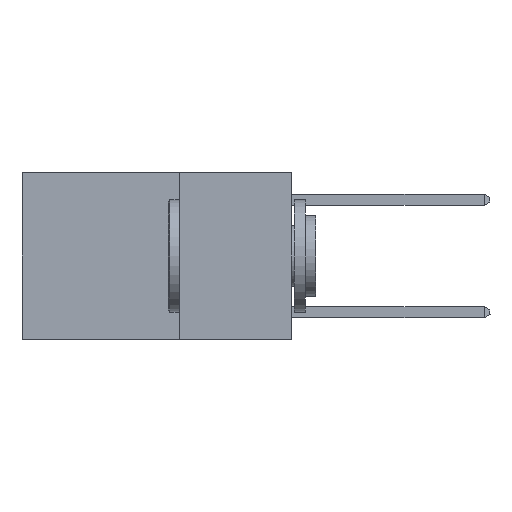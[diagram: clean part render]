
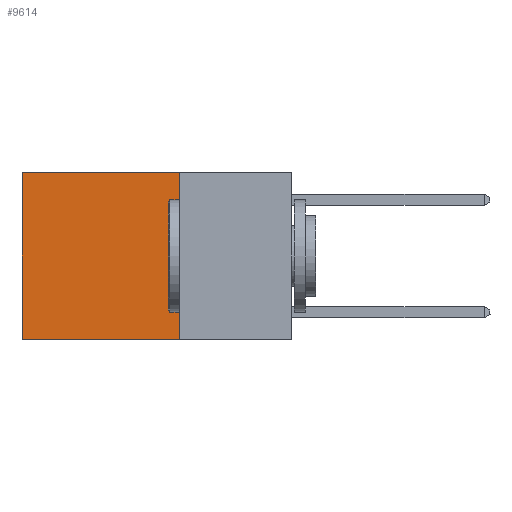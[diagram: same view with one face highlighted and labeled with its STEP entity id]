
A CAD part, left-side view. The second image highlights one B-rep face of the part: STEP entity #9614.
In plain terms, the highlighted planar face has unit normal (-1, 0, 0).
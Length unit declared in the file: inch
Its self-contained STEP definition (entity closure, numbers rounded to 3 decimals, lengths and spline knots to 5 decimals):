
#15 = EDGE_CURVE ( 'NONE', #11561, #9571, #8633, .T. ) ;
#216 = CARTESIAN_POINT ( 'NONE',  ( 0.2625, 0.25, 0. ) ) ;
#400 = ORIENTED_EDGE ( 'NONE', *, *, #10720, .T. ) ;
#1196 = DIRECTION ( 'NONE',  ( 0., 0., -1. ) ) ;
#1365 = VERTEX_POINT ( 'NONE', #7636 ) ;
#2016 = CARTESIAN_POINT ( 'NONE',  ( 0.2625, 0.25, 0. ) ) ;
#2095 = FACE_OUTER_BOUND ( 'NONE', #6140, .T. ) ;
#2317 = EDGE_CURVE ( 'NONE', #9571, #1365, #6272, .T. ) ;
#3179 = EDGE_CURVE ( 'NONE', #11561, #10733, #11190, .T. ) ;
#3815 = DIRECTION ( 'NONE',  ( 0., 0., -1. ) ) ;
#4758 = CARTESIAN_POINT ( 'NONE',  ( 0.2625, 0.6, 0. ) ) ;
#5409 = DIRECTION ( 'NONE',  ( 0., 1., 0. ) ) ;
#6140 = EDGE_LOOP ( 'NONE', ( #400, #9394, #12221, #8953 ) ) ;
#6251 = VECTOR ( 'NONE', #5409, 39.37008 ) ;
#6272 = LINE ( 'NONE', #12030, #8446 ) ;
#6561 = AXIS2_PLACEMENT_3D ( 'NONE', #216, #6930, #1196 ) ;
#6930 = DIRECTION ( 'NONE',  ( 1., 0., 0. ) ) ;
#7000 = LINE ( 'NONE', #4758, #11646 ) ;
#7636 = CARTESIAN_POINT ( 'NONE',  ( 0.2625, 0.6, -0.37 ) ) ;
#7771 = CARTESIAN_POINT ( 'NONE',  ( 0.2625, 0.25, -0.37 ) ) ;
#8446 = VECTOR ( 'NONE', #12233, 39.37008 ) ;
#8633 = LINE ( 'NONE', #2016, #10800 ) ;
#8869 = CARTESIAN_POINT ( 'NONE',  ( 0.2625, 0.25, 0. ) ) ;
#8953 = ORIENTED_EDGE ( 'NONE', *, *, #3179, .T. ) ;
#9116 = CARTESIAN_POINT ( 'NONE',  ( 0.2625, 0.25, 0. ) ) ;
#9214 = DIRECTION ( 'NONE',  ( 0., 0., -1. ) ) ;
#9394 = ORIENTED_EDGE ( 'NONE', *, *, #2317, .F. ) ;
#9571 = VERTEX_POINT ( 'NONE', #7771 ) ;
#9614 = ADVANCED_FACE ( 'NONE', ( #2095 ), #11552, .F. ) ;
#10374 = CARTESIAN_POINT ( 'NONE',  ( 0.2625, 0.6, 0. ) ) ;
#10720 = EDGE_CURVE ( 'NONE', #10733, #1365, #7000, .T. ) ;
#10733 = VERTEX_POINT ( 'NONE', #10374 ) ;
#10800 = VECTOR ( 'NONE', #9214, 39.37008 ) ;
#11190 = LINE ( 'NONE', #9116, #6251 ) ;
#11552 = PLANE ( 'NONE',  #6561 ) ;
#11561 = VERTEX_POINT ( 'NONE', #8869 ) ;
#11646 = VECTOR ( 'NONE', #3815, 39.37008 ) ;
#12030 = CARTESIAN_POINT ( 'NONE',  ( 0.2625, 0.25, -0.37 ) ) ;
#12221 = ORIENTED_EDGE ( 'NONE', *, *, #15, .F. ) ;
#12233 = DIRECTION ( 'NONE',  ( 0., 1., 0. ) ) ;
